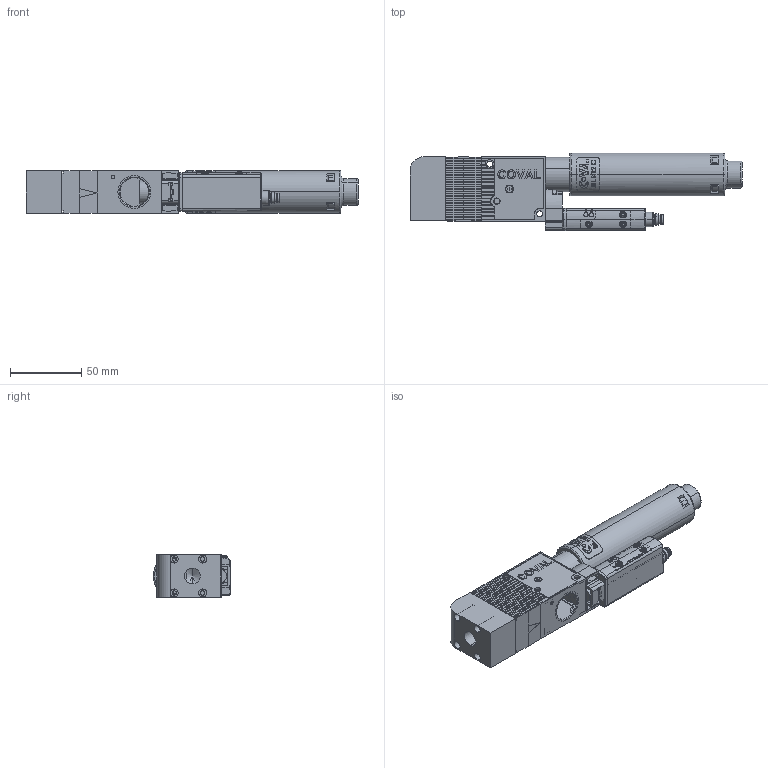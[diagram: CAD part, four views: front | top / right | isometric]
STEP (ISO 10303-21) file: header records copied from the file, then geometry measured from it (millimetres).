
FILE_DESCRIPTION(('STEP AP214'),'1');
FILE_NAME('COVAL_GEMP60X25VA.stp','2017-12-27T16:01:47',('TraceParts'),('TraceParts S.A.'),'Spatial InterOp 3D',' ',' ');
FILE_SCHEMA(('automotive_design'));
Length unit declared in the file: millimetre
Products named in the file (6): COVAL_GEMP60X25VA_1; COVAL_GEMP60X25VA_2; COVAL_GEMP60X25VA_3; COVAL_GEMP60X25VA_4; COVAL_GEMP60X25VA_5; COVAL_GEMP60X25VA_6
Bounding box: 233 x 54.52 x 30 mm (x, y, z)
Volume: 94704.2 mm3; surface area: 91353.5 mm2
Topology: 51 solids, 51 shells, 2464 faces, 6335 edges, 4080 vertices
Faces by surface type: plane 1337, cylinder 659, cone 219, bspline 153, torus 94, sphere 2
Entity records: 128619 total; most frequent: CARTESIAN_POINT 48848, ORIENTED_EDGE 12654, DIRECTION 11952, EDGE_CURVE 6327, VERTEX_POINT 4080, AXIS2_PLACEMENT_3D 4049, LINE 3854, VECTOR 3854
